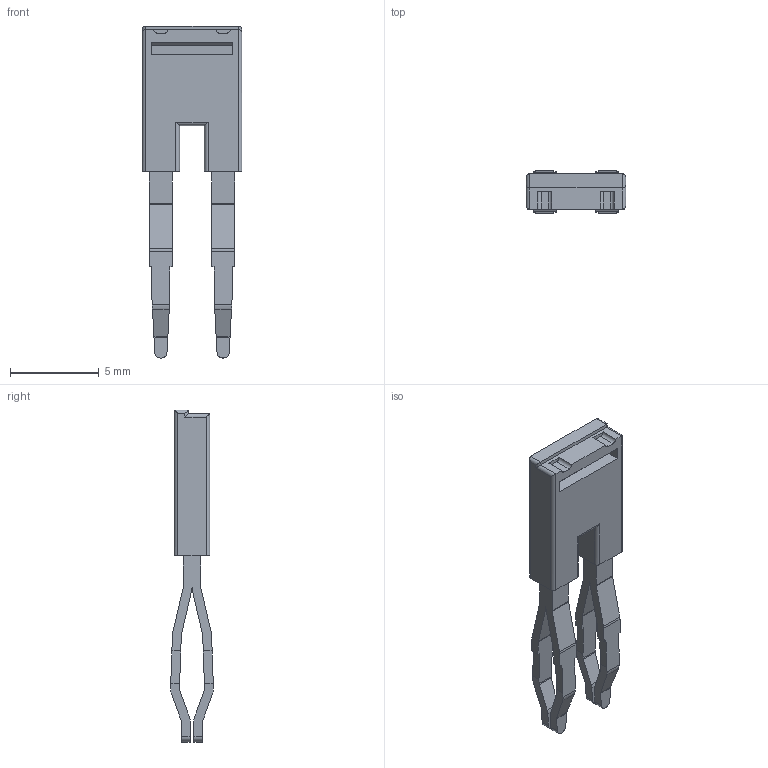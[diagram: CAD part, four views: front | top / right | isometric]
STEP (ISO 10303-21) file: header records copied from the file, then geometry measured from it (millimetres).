
FILE_DESCRIPTION(/* description */ ('Unknown'),/* implementation_level */ '2;1');
FILE_NAME(/* name */ 'JX1.5_2',/* time_stamp */ '2020-05-07T12:50:13+05:00',/* author */ ('Unknown'),/* organization */ ('Unknown'),/* preprocessor_version */ 'ST-DEVELOPER v16.7',/* originating_system */ 'DEX',/* authorisation */ $);
FILE_SCHEMA (('AUTOMOTIVE_DESIGN {1 0 10303 214 3 1 1}'));
Length unit declared in the file: millimetre
Products named in the file (1): JX1.5_2
Bounding box: 5.6 x 2.41 x 18.67 mm (x, y, z)
Volume: 101.9 mm3; surface area: 286.5 mm2
Topology: 1 solids, 1 shells, 164 faces, 462 edges, 304 vertices
Faces by surface type: plane 96, cylinder 68
Entity records: 6467 total; most frequent: CARTESIAN_POINT 931, ORIENTED_EDGE 924, DIRECTION 916, EDGE_CURVE 462, LINE 338, VECTOR 338, VERTEX_POINT 304, AXIS2_PLACEMENT_3D 289
